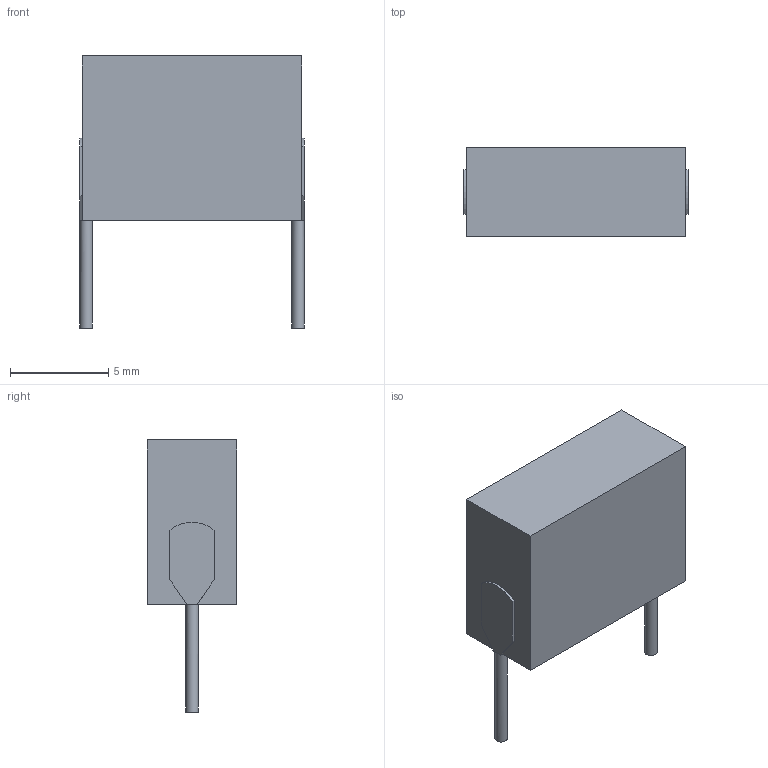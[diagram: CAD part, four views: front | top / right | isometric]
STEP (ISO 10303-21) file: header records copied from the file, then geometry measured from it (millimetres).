
FILE_DESCRIPTION (( 'STEP AP214' ), '1' );
FILE_NAME ('34610r3.STEP', '2011-06-30T14:00:38', ( 'Vicor User' ), ( 'Microsoft' ), 'SwSTEP 2.0', 'SolidWorks 2010', '' );
FILE_SCHEMA (( 'AUTOMOTIVE_DESIGN' ));
Length unit declared in the file: inch
Products named in the file (1): 34610r3
Bounding box: 11.43 x 4.57 x 13.87 mm (x, y, z)
Volume: 433.8 mm3; surface area: 390.9 mm2
Topology: 1 solids, 1 shells, 32 faces, 84 edges, 54 vertices
Faces by surface type: plane 28, cylinder 4
Full cylindrical faces by diameter (mm): 0.635 x2
Entity records: 1062 total; most frequent: CARTESIAN_POINT 171, ORIENTED_EDGE 160, DIRECTION 156, EDGE_CURVE 80, LINE 66, VECTOR 66, VERTEX_POINT 52, AXIS2_PLACEMENT_3D 45
